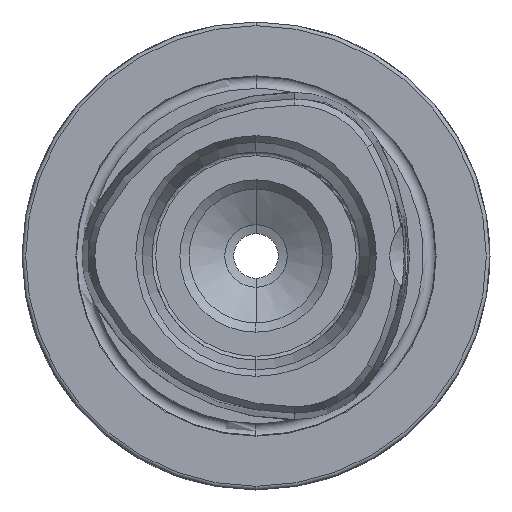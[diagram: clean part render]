
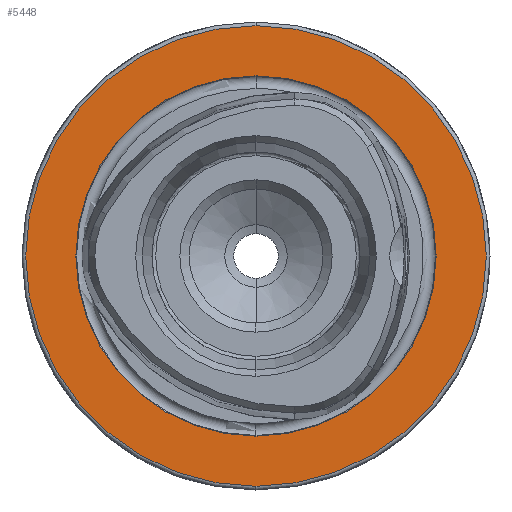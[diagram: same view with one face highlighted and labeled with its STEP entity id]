
A CAD part, left-side view. The second image highlights one B-rep face of the part: STEP entity #5448.
In plain terms, the highlighted planar face has unit normal (-1, 0, 0).
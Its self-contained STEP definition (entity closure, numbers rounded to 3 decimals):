
#195 = CIRCLE ( 'NONE', #3086, 31. ) ;
#220 = AXIS2_PLACEMENT_3D ( 'NONE', #2721, #625, #2554 ) ;
#325 = AXIS2_PLACEMENT_3D ( 'NONE', #12614, #1560, #7563 ) ;
#376 = DIRECTION ( 'NONE',  ( 0., 0., 1. ) ) ;
#458 = EDGE_CURVE ( 'NONE', #3795, #11408, #195, .T. ) ;
#625 = DIRECTION ( 'NONE',  ( -1., 0., 0. ) ) ;
#1560 = DIRECTION ( 'NONE',  ( 1., 0., 0. ) ) ;
#2470 = CARTESIAN_POINT ( 'NONE',  ( 0., 0., 0. ) ) ;
#2554 = DIRECTION ( 'NONE',  ( 0., 0., 1. ) ) ;
#2721 = CARTESIAN_POINT ( 'NONE',  ( 0., 0., 0. ) ) ;
#2769 = ORIENTED_EDGE ( 'NONE', *, *, #2824, .T. ) ;
#2824 = EDGE_CURVE ( 'NONE', #11408, #3795, #8400, .T. ) ;
#2895 = AXIS2_PLACEMENT_3D ( 'NONE', #9482, #6463, #376 ) ;
#3048 = DIRECTION ( 'NONE',  ( 0., 0., 1. ) ) ;
#3086 = AXIS2_PLACEMENT_3D ( 'NONE', #2470, #4342, #10532 ) ;
#3640 = PLANE ( 'NONE',  #325 ) ;
#3795 = VERTEX_POINT ( 'NONE', #9057 ) ;
#3868 = FACE_OUTER_BOUND ( 'NONE', #9137, .T. ) ;
#4342 = DIRECTION ( 'NONE',  ( -1., 0., 0. ) ) ;
#5448 = ADVANCED_FACE ( 'NONE', ( #7231, #3868 ), #3640, .F. ) ;
#6463 = DIRECTION ( 'NONE',  ( -1., 0., 0. ) ) ;
#6839 = ORIENTED_EDGE ( 'NONE', *, *, #11968, .F. ) ;
#6915 = VERTEX_POINT ( 'NONE', #10221 ) ;
#7231 = FACE_BOUND ( 'NONE', #12886, .T. ) ;
#7263 = AXIS2_PLACEMENT_3D ( 'NONE', #10202, #12240, #3048 ) ;
#7563 = DIRECTION ( 'NONE',  ( 0., 0., -1. ) ) ;
#8400 = CIRCLE ( 'NONE', #220, 31. ) ;
#8656 = CIRCLE ( 'NONE', #2895, 24.25 ) ;
#9057 = CARTESIAN_POINT ( 'NONE',  ( 0., 0., -31. ) ) ;
#9137 = EDGE_LOOP ( 'NONE', ( #2769, #12940 ) ) ;
#9270 = EDGE_CURVE ( 'NONE', #12484, #6915, #8656, .T. ) ;
#9482 = CARTESIAN_POINT ( 'NONE',  ( 0., 0., 0. ) ) ;
#10202 = CARTESIAN_POINT ( 'NONE',  ( 0., 0., 0. ) ) ;
#10221 = CARTESIAN_POINT ( 'NONE',  ( 0., 0., -24.25 ) ) ;
#10532 = DIRECTION ( 'NONE',  ( 0., 0., 1. ) ) ;
#11408 = VERTEX_POINT ( 'NONE', #12292 ) ;
#11968 = EDGE_CURVE ( 'NONE', #6915, #12484, #12691, .T. ) ;
#12240 = DIRECTION ( 'NONE',  ( -1., 0., 0. ) ) ;
#12292 = CARTESIAN_POINT ( 'NONE',  ( 0., 0., 31. ) ) ;
#12484 = VERTEX_POINT ( 'NONE', #13033 ) ;
#12614 = CARTESIAN_POINT ( 'NONE',  ( 0., 24.25, 0. ) ) ;
#12691 = CIRCLE ( 'NONE', #7263, 24.25 ) ;
#12886 = EDGE_LOOP ( 'NONE', ( #12972, #6839 ) ) ;
#12940 = ORIENTED_EDGE ( 'NONE', *, *, #458, .T. ) ;
#12972 = ORIENTED_EDGE ( 'NONE', *, *, #9270, .F. ) ;
#13033 = CARTESIAN_POINT ( 'NONE',  ( 0., 0., 24.25 ) ) ;
